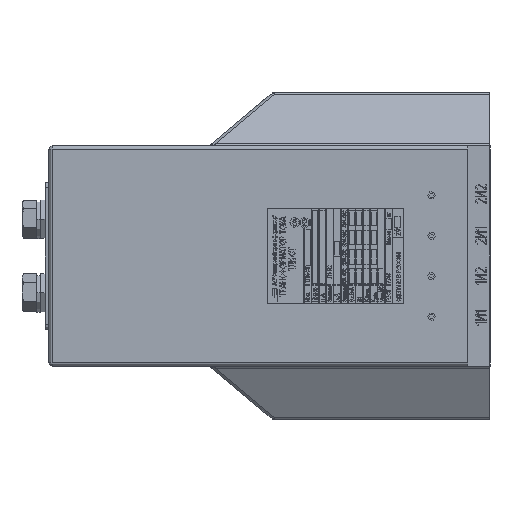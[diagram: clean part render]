
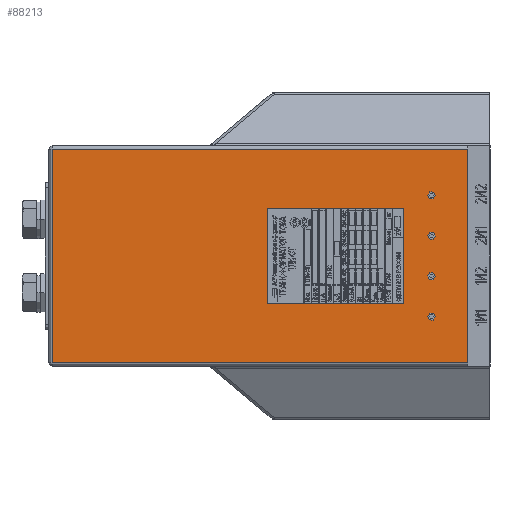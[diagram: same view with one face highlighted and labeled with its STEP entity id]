
A CAD part, left-side view. The second image highlights one B-rep face of the part: STEP entity #88213.
In plain terms, the highlighted planar face has unit normal (-1, 0, 0).
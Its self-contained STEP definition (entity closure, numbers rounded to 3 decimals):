
#24636 = CARTESIAN_POINT ( 'NONE',  ( -135., 238., -58. ) ) ;
#31498 = EDGE_CURVE ( 'NONE', #42551, #83603, #50913, .T. ) ;
#42551 = VERTEX_POINT ( 'NONE', #107021 ) ;
#46355 = VECTOR ( 'NONE', #186650, 1000. ) ;
#48910 = DIRECTION ( 'NONE',  ( 0., -1., 0. ) ) ;
#50913 = LINE ( 'NONE', #84763, #46355 ) ;
#51276 = CARTESIAN_POINT ( 'NONE',  ( -135., 240., -60. ) ) ;
#59171 = LINE ( 'NONE', #136228, #72843 ) ;
#62500 = EDGE_CURVE ( 'NONE', #91052, #42551, #67311, .T. ) ;
#67311 = LINE ( 'NONE', #98071, #106033 ) ;
#72843 = VECTOR ( 'NONE', #48910, 1000. ) ;
#73397 = CARTESIAN_POINT ( 'NONE',  ( -135., 12., 58. ) ) ;
#75685 = EDGE_CURVE ( 'NONE', #91052, #126001, #92447, .T. ) ;
#80510 = DIRECTION ( 'NONE',  ( 0., 0., -1. ) ) ;
#83603 = VERTEX_POINT ( 'NONE', #24636 ) ;
#84763 = CARTESIAN_POINT ( 'NONE',  ( -135., 238., -60. ) ) ;
#87913 = VECTOR ( 'NONE', #146126, 1000. ) ;
#88213 = ADVANCED_FACE ( 'NONE', ( #100833 ), #138597, .F. ) ;
#91052 = VERTEX_POINT ( 'NONE', #179102 ) ;
#92447 = LINE ( 'NONE', #73397, #87913 ) ;
#94101 = ORIENTED_EDGE ( 'NONE', *, *, #139625, .T. ) ;
#98071 = CARTESIAN_POINT ( 'NONE',  ( -135., 240., 58. ) ) ;
#100833 = FACE_OUTER_BOUND ( 'NONE', #149623, .T. ) ;
#106033 = VECTOR ( 'NONE', #185355, 1000. ) ;
#107021 = CARTESIAN_POINT ( 'NONE',  ( -135., 238., 58. ) ) ;
#124665 = ORIENTED_EDGE ( 'NONE', *, *, #75685, .F. ) ;
#126001 = VERTEX_POINT ( 'NONE', #132058 ) ;
#132058 = CARTESIAN_POINT ( 'NONE',  ( -135., 12., -58. ) ) ;
#136228 = CARTESIAN_POINT ( 'NONE',  ( -135., 240., -58. ) ) ;
#138597 = PLANE ( 'NONE',  #168594 ) ;
#139625 = EDGE_CURVE ( 'NONE', #83603, #126001, #59171, .T. ) ;
#146126 = DIRECTION ( 'NONE',  ( 0., 0., -1. ) ) ;
#149623 = EDGE_LOOP ( 'NONE', ( #164287, #94101, #124665, #171018 ) ) ;
#164287 = ORIENTED_EDGE ( 'NONE', *, *, #31498, .T. ) ;
#167814 = DIRECTION ( 'NONE',  ( 1., 0., 0. ) ) ;
#168594 = AXIS2_PLACEMENT_3D ( 'NONE', #51276, #167814, #80510 ) ;
#171018 = ORIENTED_EDGE ( 'NONE', *, *, #62500, .T. ) ;
#179102 = CARTESIAN_POINT ( 'NONE',  ( -135., 12., 58. ) ) ;
#185355 = DIRECTION ( 'NONE',  ( 0., 1., 0. ) ) ;
#186650 = DIRECTION ( 'NONE',  ( 0., 0., -1. ) ) ;
